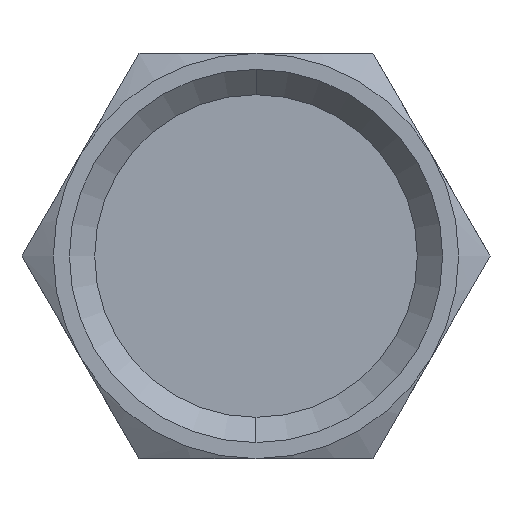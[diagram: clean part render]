
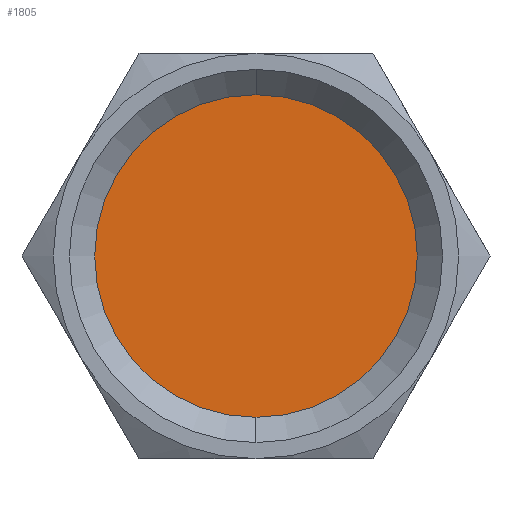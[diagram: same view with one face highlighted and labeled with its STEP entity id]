
A CAD part, front view. The second image highlights one B-rep face of the part: STEP entity #1805.
In plain terms, the highlighted planar face has unit normal (0, -1, 0).
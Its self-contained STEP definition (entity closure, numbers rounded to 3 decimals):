
#9 = EDGE_CURVE ( 'NONE', #2440, #1915, #2313, .T. ) ;
#18 = EDGE_CURVE ( 'NONE', #1915, #2440, #2330, .T. ) ;
#106 = AXIS2_PLACEMENT_3D ( 'NONE', #1768, #1767, #1766 ) ;
#111 = AXIS2_PLACEMENT_3D ( 'NONE', #1715, #1714, #1712 ) ;
#530 = PLANE ( 'NONE',  #699 ) ;
#699 = AXIS2_PLACEMENT_3D ( 'NONE', #813, #814, #815 ) ;
#813 = CARTESIAN_POINT ( 'NONE',  ( 0., 2.142, 0. ) ) ;
#814 = DIRECTION ( 'NONE',  ( 0., 1., 0. ) ) ;
#815 = DIRECTION ( 'NONE',  ( 0., 0., 1. ) ) ;
#957 = CARTESIAN_POINT ( 'NONE',  ( 0., 2.142, 9.55 ) ) ;
#1100 = CARTESIAN_POINT ( 'NONE',  ( 0., 2.142, -9.55 ) ) ;
#1466 = FACE_OUTER_BOUND ( 'NONE', #2012, .T. ) ;
#1712 = DIRECTION ( 'NONE',  ( 0., 0., 1. ) ) ;
#1714 = DIRECTION ( 'NONE',  ( 0., 1., 0. ) ) ;
#1715 = CARTESIAN_POINT ( 'NONE',  ( 0., 2.142, 0. ) ) ;
#1766 = DIRECTION ( 'NONE',  ( 0., 0., 1. ) ) ;
#1767 = DIRECTION ( 'NONE',  ( 0., 1., 0. ) ) ;
#1768 = CARTESIAN_POINT ( 'NONE',  ( 0., 2.142, 0. ) ) ;
#1805 = ADVANCED_FACE ( 'NONE', ( #1466 ), #530, .F. ) ;
#1915 = VERTEX_POINT ( 'NONE', #957 ) ;
#2012 = EDGE_LOOP ( 'NONE', ( #2262, #2263 ) ) ;
#2262 = ORIENTED_EDGE ( 'NONE', *, *, #9, .F. ) ;
#2263 = ORIENTED_EDGE ( 'NONE', *, *, #18, .F. ) ;
#2313 = CIRCLE ( 'NONE', #106, 9.55 ) ;
#2330 = CIRCLE ( 'NONE', #111, 9.55 ) ;
#2440 = VERTEX_POINT ( 'NONE', #1100 ) ;
